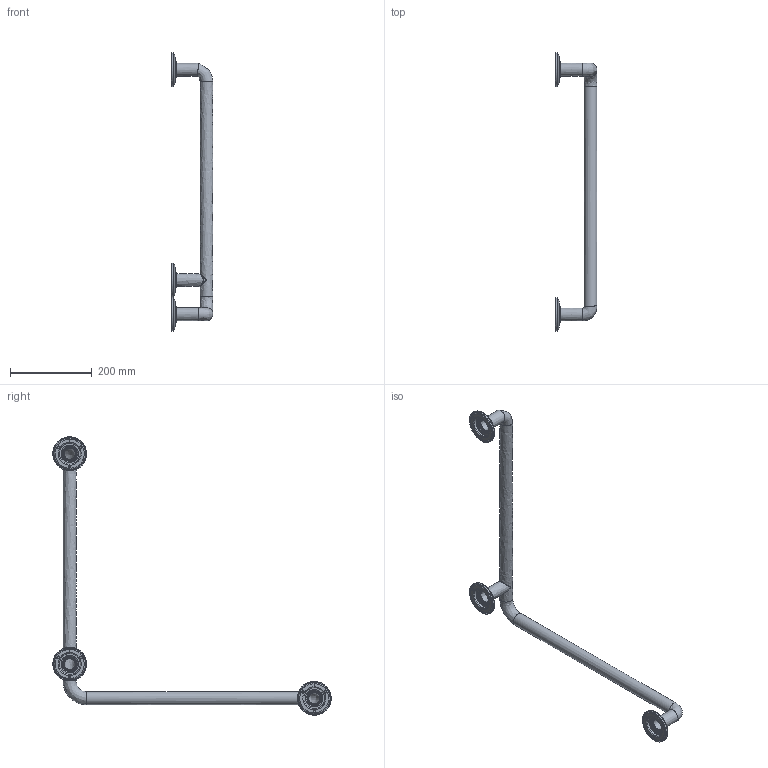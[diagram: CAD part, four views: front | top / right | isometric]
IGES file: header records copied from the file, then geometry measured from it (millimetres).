
Global section: file name: 320-3011.igs; native system: NX V12.0; preprocessor: SIEMENS PLM Software NX 12.0; date: 20200701.145015; units: millimetre
Bounding box: 102.9 x 682.51 x 682.51 mm (x, y, z)
Surface area: 317169 mm2 (no closed solid volume)
Topology: 0 solids, 0 shells, 240 faces, 2069 edges, 2052 vertices
Faces by surface type: bspline 240
